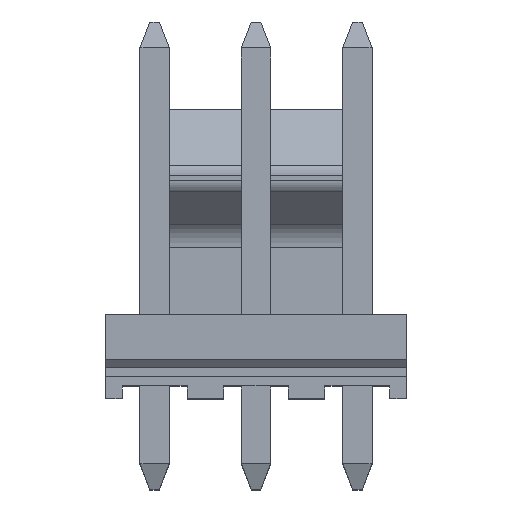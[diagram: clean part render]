
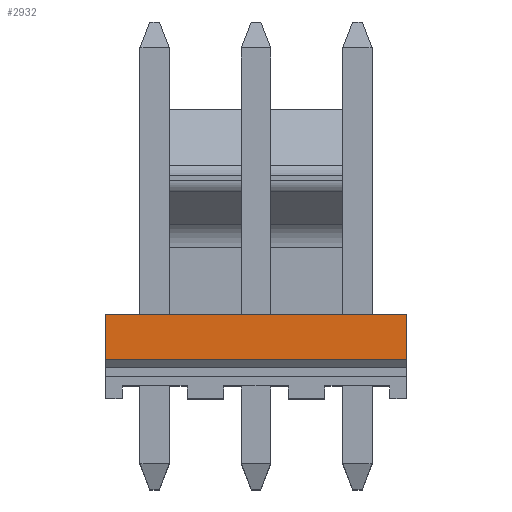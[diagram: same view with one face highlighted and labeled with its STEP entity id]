
A CAD part, top view. The second image highlights one B-rep face of the part: STEP entity #2932.
In plain terms, the highlighted planar face has unit normal (0, 0, 1).
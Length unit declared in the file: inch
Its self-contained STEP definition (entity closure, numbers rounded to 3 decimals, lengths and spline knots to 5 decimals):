
#9=DIRECTION('',(0.,-1.,0.));
#10=VECTOR('',#9,0.07);
#11=CARTESIAN_POINT('',(-0.231,0.055,0.12375));
#12=LINE('',#11,#10);
#936=DIRECTION('',(0.,-1.,0.));
#937=VECTOR('',#936,0.07);
#938=CARTESIAN_POINT('',(0.231,0.055,0.12375));
#939=LINE('',#938,#937);
#1004=DIRECTION('',(1.,0.,0.));
#1005=VECTOR('',#1004,0.462);
#1006=CARTESIAN_POINT('',(-0.231,-0.015,0.12375));
#1007=LINE('',#1006,#1005);
#1008=DIRECTION('',(1.,0.,0.));
#1009=VECTOR('',#1008,0.462);
#1010=CARTESIAN_POINT('',(-0.231,0.055,0.12375));
#1011=LINE('',#1010,#1009);
#1123=CARTESIAN_POINT('',(-0.231,0.055,0.12375));
#1124=CARTESIAN_POINT('',(-0.231,-0.015,0.12375));
#1125=VERTEX_POINT('',#1123);
#1126=VERTEX_POINT('',#1124);
#1137=CARTESIAN_POINT('',(0.231,0.055,0.12375));
#1138=CARTESIAN_POINT('',(0.231,-0.015,0.12375));
#1139=VERTEX_POINT('',#1137);
#1140=VERTEX_POINT('',#1138);
#2921=CARTESIAN_POINT('',(-0.231,0.055,0.12375));
#2922=DIRECTION('',(0.,0.,1.));
#2923=DIRECTION('',(0.,-1.,0.));
#2924=AXIS2_PLACEMENT_3D('',#2921,#2922,#2923);
#2925=PLANE('',#2924);
#2926=ORIENTED_EDGE('',*,*,#1484,.F.);
#2927=ORIENTED_EDGE('',*,*,#1771,.T.);
#2928=ORIENTED_EDGE('',*,*,#2797,.T.);
#2929=ORIENTED_EDGE('',*,*,#2914,.F.);
#2930=EDGE_LOOP('',(#2926,#2927,#2928,#2929));
#2931=FACE_OUTER_BOUND('',#2930,.F.);
#2932=ADVANCED_FACE('',(#2931),#2925,.T.);
#1484=EDGE_CURVE('',#1125,#1126,#12,.T.);
#1771=EDGE_CURVE('',#1125,#1139,#1011,.T.);
#2797=EDGE_CURVE('',#1139,#1140,#939,.T.);
#2914=EDGE_CURVE('',#1126,#1140,#1007,.T.);
